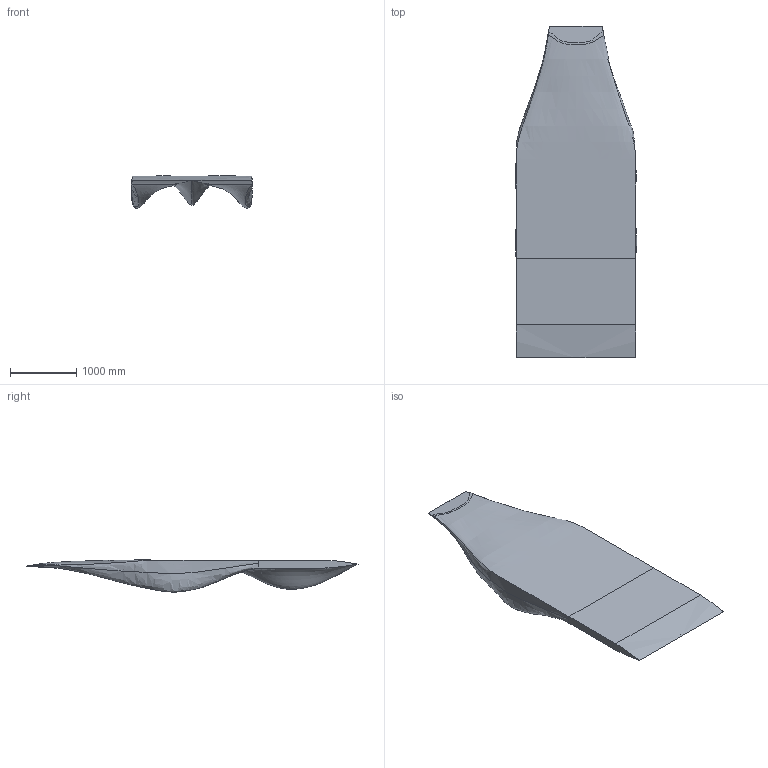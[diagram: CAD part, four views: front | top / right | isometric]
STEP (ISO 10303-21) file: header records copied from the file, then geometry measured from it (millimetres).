
FILE_DESCRIPTION(/* description */ ('','CAx-IF Rec.Pracs.---Representation and Presentation of Product Manufacturing Information (PMI)---4.0---2014-10-13'),/* implementation_level */ '2;1');
FILE_NAME(/* name */ 'fishtail more cadamaran v5.step',/* time_stamp */ '2024-12-15T14:45:07-08:00',/* author */ (''),/* organization */ (''),/* preprocessor_version */ 'ST-DEVELOPER v20',/* originating_system */ 'Autodesk Translation Framework v13.20.0.188',/* authorisation */ '');
FILE_SCHEMA (('AP242_MANAGED_MODEL_BASED_3D_ENGINEERING_MIM_LF { 1 0 10303 442 1 1 4 }'));
Length unit declared in the file: metre
Products named in the file (1): Configuration 2
Bounding box: 1826.29 x 5000 x 485.12 mm (x, y, z)
Volume: 1297744939.4 mm3; surface area: 18623080.7 mm2
Topology: 1 solids, 1 shells, 27 faces, 84 edges, 56 vertices
Faces by surface type: bspline 16, plane 11
Entity records: 12751 total; most frequent: CARTESIAN_POINT 12137, ORIENTED_EDGE 164, EDGE_CURVE 82, VERTEX_POINT 56, DIRECTION 52, B_SPLINE_CURVE_WITH_KNOTS 49, LINE 28, VECTOR 28
